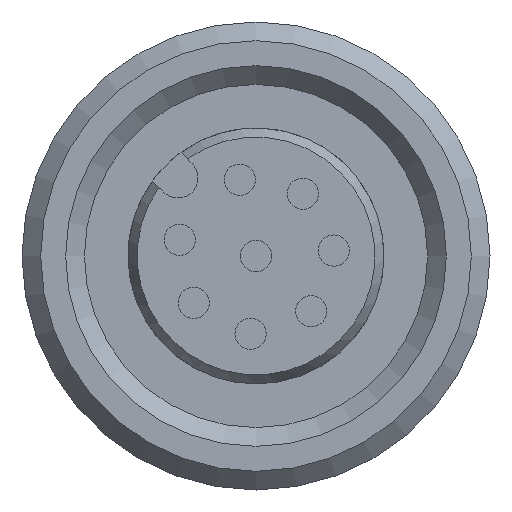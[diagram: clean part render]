
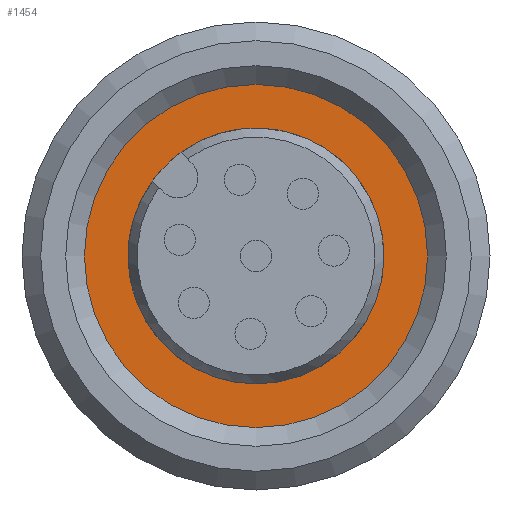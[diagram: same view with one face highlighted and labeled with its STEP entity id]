
A CAD part, left-side view. The second image highlights one B-rep face of the part: STEP entity #1454.
In plain terms, the highlighted planar face has unit normal (-1, 0, 0).
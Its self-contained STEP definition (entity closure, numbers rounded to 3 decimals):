
#573=CARTESIAN_POINT('',(-5.2,0.,-4.1));
#574=VERTEX_POINT('',#573);
#575=CARTESIAN_POINT('',(-5.2,0.,0.));
#576=DIRECTION('',(-1.0,0.0,0.0));
#577=DIRECTION('',(0.0,0.0,-1.0));
#578=AXIS2_PLACEMENT_3D('',#575,#576,#577);
#579=CIRCLE('',#578,4.1);
#580=EDGE_CURVE('',#574,#574,#579,.T.);
#1428=CARTESIAN_POINT('',(-5.2,0.,-5.5));
#1429=VERTEX_POINT('',#1428);
#1430=CARTESIAN_POINT('',(-5.2,0.,0.));
#1431=DIRECTION('',(-1.0,0.0,0.0));
#1432=DIRECTION('',(0.0,0.0,-1.0));
#1433=AXIS2_PLACEMENT_3D('',#1430,#1431,#1432);
#1434=CIRCLE('',#1433,5.5);
#1435=EDGE_CURVE('',#1429,#1429,#1434,.T.);
#1443=CARTESIAN_POINT('',(-5.2,0.,-4.8));
#1444=DIRECTION('',(-1.0,0.0,0.0));
#1445=DIRECTION('',(0.0,-1.0,0.0));
#1446=AXIS2_PLACEMENT_3D('',#1443,#1444,#1445);
#1447=PLANE('',#1446);
#1448=ORIENTED_EDGE('',*,*,#1435,.T.);
#1449=EDGE_LOOP('',(#1448));
#1450=FACE_OUTER_BOUND('',#1449,.T.);
#1451=ORIENTED_EDGE('',*,*,#580,.F.);
#1452=EDGE_LOOP('',(#1451));
#1453=FACE_BOUND('',#1452,.T.);
#1454=ADVANCED_FACE('',(#1450,#1453),#1447,.T.);
